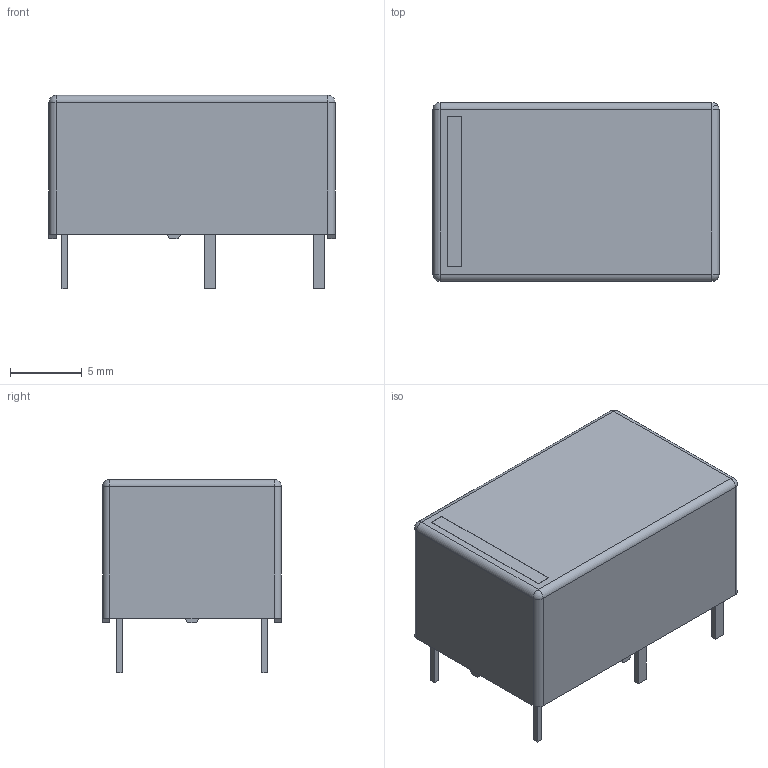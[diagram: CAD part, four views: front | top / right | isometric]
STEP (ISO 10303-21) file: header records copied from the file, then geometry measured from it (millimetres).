
FILE_DESCRIPTION((''),'2;1');
FILE_NAME('REL_PANASONIC_DK.stp','2012-10-25T09:37:13',(''),(''),'Mechanical Desktop 2011','Mechanical Desktop 2011',', , ');
FILE_SCHEMA(('AUTOMOTIVE_DESIGN { 1 2 10303 214 1 1 1 1 }'));
Length unit declared in the file: millimetre
Products named in the file (1): Product
Bounding box: 20 x 12.5 x 13.5 mm (x, y, z)
Volume: 2423.6 mm3; surface area: 1170.1 mm2
Topology: 10 solids, 10 shells, 78 faces, 162 edges, 103 vertices
Faces by surface type: plane 59, cylinder 8, bspline 6, sphere 5
Entity records: 2066 total; most frequent: CARTESIAN_POINT 360, DIRECTION 326, ORIENTED_EDGE 320, EDGE_CURVE 160, VECTOR 140, LINE 140, VERTEX_POINT 103, AXIS2_PLACEMENT_3D 93
